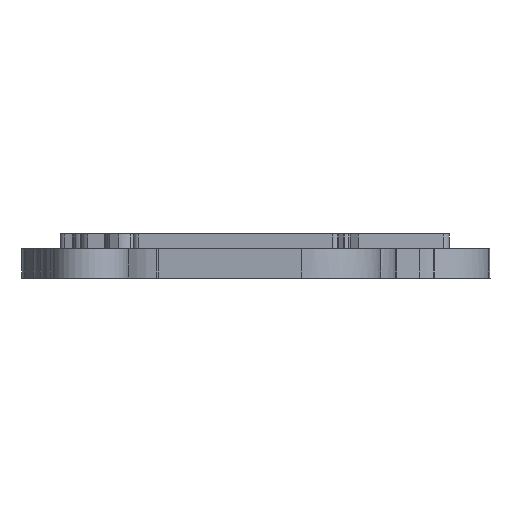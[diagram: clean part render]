
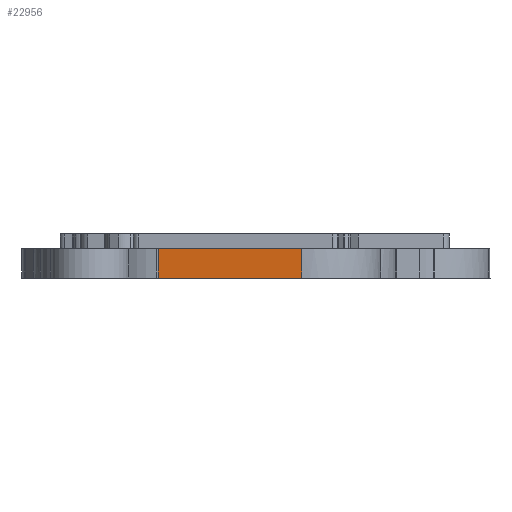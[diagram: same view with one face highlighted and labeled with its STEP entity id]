
A CAD part, left-side view. The second image highlights one B-rep face of the part: STEP entity #22956.
In plain terms, the highlighted planar face has unit normal (-0.994, 0.112, 0).
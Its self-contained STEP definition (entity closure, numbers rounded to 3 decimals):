
#627=PLANE('',#23582);
#1799=FACE_OUTER_BOUND('',#3027,.T.);
#3027=EDGE_LOOP('',(#21063,#21064,#21065,#21066));
#3475=LINE('',#30151,#5704);
#4723=LINE('',#37881,#6952);
#5258=LINE('',#41551,#7487);
#5259=LINE('',#41553,#7488);
#5704=VECTOR('',#24196,10.);
#6952=VECTOR('',#26028,10.);
#7487=VECTOR('',#26945,10.);
#7488=VECTOR('',#26948,10.);
#9218=VERTEX_POINT('',#30148);
#9219=VERTEX_POINT('',#30150);
#10612=VERTEX_POINT('',#37875);
#10613=VERTEX_POINT('',#37880);
#11598=EDGE_CURVE('',#9218,#9219,#3475,.T.);
#13573=EDGE_CURVE('',#10612,#10613,#4723,.T.);
#14312=EDGE_CURVE('',#10612,#9219,#5258,.T.);
#14313=EDGE_CURVE('',#10613,#9218,#5259,.T.);
#21063=ORIENTED_EDGE('',*,*,#13573,.F.);
#21064=ORIENTED_EDGE('',*,*,#14312,.T.);
#21065=ORIENTED_EDGE('',*,*,#11598,.F.);
#21066=ORIENTED_EDGE('',*,*,#14313,.F.);
#22956=ADVANCED_FACE('',(#1799),#627,.T.);
#23582=AXIS2_PLACEMENT_3D('',#41552,#26946,#26947);
#24196=DIRECTION('',(-0.112,-0.994,0.));
#26028=DIRECTION('',(0.112,0.994,0.));
#26945=DIRECTION('',(0.,0.,1.));
#26946=DIRECTION('center_axis',(-0.994,0.112,0.));
#26947=DIRECTION('ref_axis',(-0.112,-0.994,0.));
#26948=DIRECTION('',(0.,0.,1.));
#30148=CARTESIAN_POINT('',(91.062,-85.984,3.));
#30150=CARTESIAN_POINT('',(89.42,-100.577,3.));
#30151=CARTESIAN_POINT('',(89.42,-100.577,3.));
#37875=CARTESIAN_POINT('',(89.42,-100.577,0.));
#37880=CARTESIAN_POINT('',(91.062,-85.984,0.));
#37881=CARTESIAN_POINT('',(89.42,-100.577,0.));
#41551=CARTESIAN_POINT('',(89.42,-100.577,0.));
#41552=CARTESIAN_POINT('Origin',(91.062,-85.984,0.));
#41553=CARTESIAN_POINT('',(91.062,-85.984,0.));
